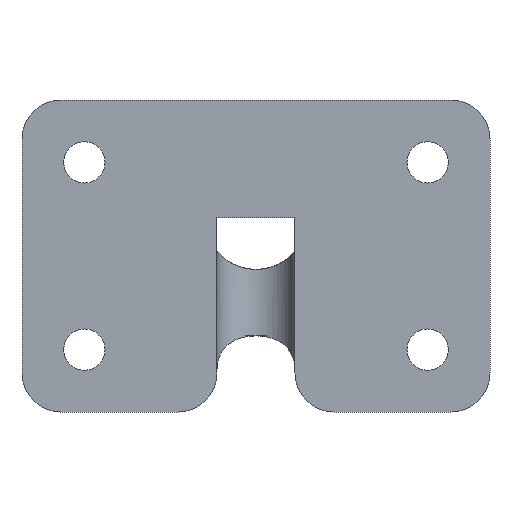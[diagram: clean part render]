
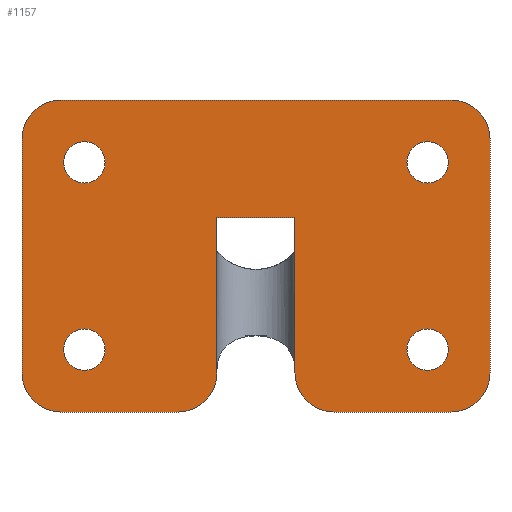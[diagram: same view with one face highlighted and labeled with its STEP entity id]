
A CAD part, front view. The second image highlights one B-rep face of the part: STEP entity #1157.
In plain terms, the highlighted planar face has unit normal (0, -1, 0).
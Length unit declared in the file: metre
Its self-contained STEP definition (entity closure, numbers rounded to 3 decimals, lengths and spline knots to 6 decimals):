
#20=PLANE('',#1287);
#71=LINE('',#1842,#162);
#77=LINE('',#1955,#168);
#80=LINE('',#1970,#171);
#84=LINE('',#1978,#175);
#86=LINE('',#1982,#177);
#89=LINE('',#1990,#180);
#90=LINE('',#1992,#181);
#91=LINE('',#1994,#182);
#162=VECTOR('',#1435,1.);
#168=VECTOR('',#1485,1.);
#171=VECTOR('',#1502,1.);
#175=VECTOR('',#1508,1.);
#177=VECTOR('',#1512,1.);
#180=VECTOR('',#1519,1.);
#181=VECTOR('',#1520,1.);
#182=VECTOR('',#1521,1.);
#286=CIRCLE('',#1276,0.00265);
#287=CIRCLE('',#1279,0.00265);
#288=CIRCLE('',#1281,0.00265);
#289=CIRCLE('',#1283,0.00265);
#290=CIRCLE('',#1288,0.005);
#291=CIRCLE('',#1289,0.005);
#292=CIRCLE('',#1290,0.005);
#293=CIRCLE('',#1291,0.005);
#294=CIRCLE('',#1292,0.005);
#295=CIRCLE('',#1293,0.005);
#419=ORIENTED_EDGE('',*,*,#678,.F.);
#420=ORIENTED_EDGE('',*,*,#722,.T.);
#421=ORIENTED_EDGE('',*,*,#723,.F.);
#422=ORIENTED_EDGE('',*,*,#724,.T.);
#423=ORIENTED_EDGE('',*,*,#725,.T.);
#424=ORIENTED_EDGE('',*,*,#726,.T.);
#425=ORIENTED_EDGE('',*,*,#713,.F.);
#426=ORIENTED_EDGE('',*,*,#727,.T.);
#427=ORIENTED_EDGE('',*,*,#717,.F.);
#428=ORIENTED_EDGE('',*,*,#728,.T.);
#429=ORIENTED_EDGE('',*,*,#719,.T.);
#430=ORIENTED_EDGE('',*,*,#729,.T.);
#431=ORIENTED_EDGE('',*,*,#707,.T.);
#432=ORIENTED_EDGE('',*,*,#730,.T.);
#433=ORIENTED_EDGE('',*,*,#710,.T.);
#434=ORIENTED_EDGE('',*,*,#711,.T.);
#435=ORIENTED_EDGE('',*,*,#712,.T.);
#436=ORIENTED_EDGE('',*,*,#706,.T.);
#678=EDGE_CURVE('',#841,#842,#71,.T.);
#706=EDGE_CURVE('',#859,#859,#286,.T.);
#707=EDGE_CURVE('',#860,#861,#77,.T.);
#710=EDGE_CURVE('',#862,#862,#287,.T.);
#711=EDGE_CURVE('',#863,#863,#288,.T.);
#712=EDGE_CURVE('',#864,#864,#289,.T.);
#713=EDGE_CURVE('',#865,#866,#80,.T.);
#717=EDGE_CURVE('',#867,#868,#84,.T.);
#719=EDGE_CURVE('',#869,#870,#86,.T.);
#722=EDGE_CURVE('',#841,#871,#290,.F.);
#723=EDGE_CURVE('',#872,#871,#89,.T.);
#724=EDGE_CURVE('',#872,#873,#90,.T.);
#725=EDGE_CURVE('',#873,#874,#91,.T.);
#726=EDGE_CURVE('',#874,#866,#291,.F.);
#727=EDGE_CURVE('',#865,#868,#292,.F.);
#728=EDGE_CURVE('',#867,#869,#293,.F.);
#729=EDGE_CURVE('',#870,#860,#294,.F.);
#730=EDGE_CURVE('',#861,#842,#295,.F.);
#841=VERTEX_POINT('',#1841);
#842=VERTEX_POINT('',#1843);
#859=VERTEX_POINT('',#1953);
#860=VERTEX_POINT('',#1956);
#861=VERTEX_POINT('',#1957);
#862=VERTEX_POINT('',#1962);
#863=VERTEX_POINT('',#1965);
#864=VERTEX_POINT('',#1968);
#865=VERTEX_POINT('',#1971);
#866=VERTEX_POINT('',#1972);
#867=VERTEX_POINT('',#1977);
#868=VERTEX_POINT('',#1979);
#869=VERTEX_POINT('',#1983);
#870=VERTEX_POINT('',#1984);
#871=VERTEX_POINT('',#1989);
#872=VERTEX_POINT('',#1991);
#873=VERTEX_POINT('',#1993);
#874=VERTEX_POINT('',#1995);
#959=EDGE_LOOP('',(#419,#420,#421,#422,#423,#424,#425,#426,#427,#428,#429,
#430,#431,#432));
#960=EDGE_LOOP('',(#433));
#961=EDGE_LOOP('',(#434));
#962=EDGE_LOOP('',(#435));
#963=EDGE_LOOP('',(#436));
#1058=FACE_BOUND('',#959,.T.);
#1059=FACE_BOUND('',#960,.T.);
#1060=FACE_BOUND('',#961,.T.);
#1061=FACE_BOUND('',#962,.T.);
#1062=FACE_BOUND('',#963,.T.);
#1157=ADVANCED_FACE('',(#1058,#1059,#1060,#1061,#1062),#20,.F.);
#1276=AXIS2_PLACEMENT_3D('',#1952,#1481,#1482);
#1279=AXIS2_PLACEMENT_3D('',#1961,#1490,#1491);
#1281=AXIS2_PLACEMENT_3D('',#1964,#1494,#1495);
#1283=AXIS2_PLACEMENT_3D('',#1967,#1498,#1499);
#1287=AXIS2_PLACEMENT_3D('',#1987,#1515,#1516);
#1288=AXIS2_PLACEMENT_3D('',#1988,#1517,#1518);
#1289=AXIS2_PLACEMENT_3D('',#1996,#1522,#1523);
#1290=AXIS2_PLACEMENT_3D('',#1997,#1524,#1525);
#1291=AXIS2_PLACEMENT_3D('',#1998,#1526,#1527);
#1292=AXIS2_PLACEMENT_3D('',#1999,#1528,#1529);
#1293=AXIS2_PLACEMENT_3D('',#2000,#1530,#1531);
#1435=DIRECTION('',(-1.,0.,0.));
#1481=DIRECTION('',(0.,1.,0.));
#1482=DIRECTION('',(0.,0.,1.));
#1485=DIRECTION('',(0.,0.,-1.));
#1490=DIRECTION('',(0.,1.,0.));
#1491=DIRECTION('',(0.,0.,1.));
#1494=DIRECTION('',(0.,1.,0.));
#1495=DIRECTION('',(0.,0.,1.));
#1498=DIRECTION('',(0.,1.,0.));
#1499=DIRECTION('',(0.,0.,1.));
#1502=DIRECTION('',(-1.,0.,0.));
#1508=DIRECTION('',(0.,0.,-1.));
#1512=DIRECTION('',(-1.,0.,0.));
#1515=DIRECTION('',(0.,1.,0.));
#1516=DIRECTION('',(-1.,0.,0.));
#1517=DIRECTION('',(0.,1.,0.));
#1518=DIRECTION('',(0.,0.,1.));
#1519=DIRECTION('',(0.,0.,-1.));
#1520=DIRECTION('',(1.,0.,0.));
#1521=DIRECTION('',(0.,0.,-1.));
#1522=DIRECTION('',(0.,1.,0.));
#1523=DIRECTION('',(0.,0.,1.));
#1524=DIRECTION('',(0.,1.,0.));
#1525=DIRECTION('',(0.,0.,1.));
#1526=DIRECTION('',(0.,1.,0.));
#1527=DIRECTION('',(0.,0.,1.));
#1528=DIRECTION('',(0.,1.,0.));
#1529=DIRECTION('',(0.,0.,1.));
#1530=DIRECTION('',(0.,1.,0.));
#1531=DIRECTION('',(0.,0.,1.));
#1841=CARTESIAN_POINT('',(-0.01,0.0603,-0.024875));
#1842=CARTESIAN_POINT('',(0.,0.0603,-0.024875));
#1843=CARTESIAN_POINT('',(-0.025,0.0603,-0.024875));
#1952=CARTESIAN_POINT('',(-0.022,0.0603,0.007125));
#1953=CARTESIAN_POINT('',(-0.022,0.0603,0.009775));
#1955=CARTESIAN_POINT('',(-0.03,0.0603,-0.004875));
#1956=CARTESIAN_POINT('',(-0.03,0.0603,0.010125));
#1957=CARTESIAN_POINT('',(-0.03,0.0603,-0.019875));
#1961=CARTESIAN_POINT('',(0.022,0.0603,0.007125));
#1962=CARTESIAN_POINT('',(0.022,0.0603,0.009775));
#1964=CARTESIAN_POINT('',(0.022,0.0603,-0.016875));
#1965=CARTESIAN_POINT('',(0.022,0.0603,-0.014225));
#1967=CARTESIAN_POINT('',(-0.022,0.0603,-0.016875));
#1968=CARTESIAN_POINT('',(-0.022,0.0603,-0.014225));
#1970=CARTESIAN_POINT('',(0.,0.0603,-0.024875));
#1971=CARTESIAN_POINT('',(0.025,0.0603,-0.024875));
#1972=CARTESIAN_POINT('',(0.01,0.0603,-0.024875));
#1977=CARTESIAN_POINT('',(0.03,0.0603,0.010125));
#1978=CARTESIAN_POINT('',(0.03,0.0603,-0.004875));
#1979=CARTESIAN_POINT('',(0.03,0.0603,-0.019875));
#1982=CARTESIAN_POINT('',(-0.015,0.0603,0.015125));
#1983=CARTESIAN_POINT('',(0.025,0.0603,0.015125));
#1984=CARTESIAN_POINT('',(-0.025,0.0603,0.015125));
#1987=CARTESIAN_POINT('',(0.,0.0603,0.0025));
#1988=CARTESIAN_POINT('',(-0.01,0.0603,-0.019875));
#1989=CARTESIAN_POINT('',(-0.005,0.0603,-0.019875));
#1990=CARTESIAN_POINT('',(-0.005,0.0603,0.0025));
#1991=CARTESIAN_POINT('',(-0.005,0.0603,0.));
#1992=CARTESIAN_POINT('',(0.,0.0603,0.));
#1993=CARTESIAN_POINT('',(0.005,0.0603,0.));
#1994=CARTESIAN_POINT('',(0.005,0.0603,0.0025));
#1995=CARTESIAN_POINT('',(0.005,0.0603,-0.019875));
#1996=CARTESIAN_POINT('',(0.01,0.0603,-0.019875));
#1997=CARTESIAN_POINT('',(0.025,0.0603,-0.019875));
#1998=CARTESIAN_POINT('',(0.025,0.0603,0.010125));
#1999=CARTESIAN_POINT('',(-0.025,0.0603,0.010125));
#2000=CARTESIAN_POINT('',(-0.025,0.0603,-0.019875));
